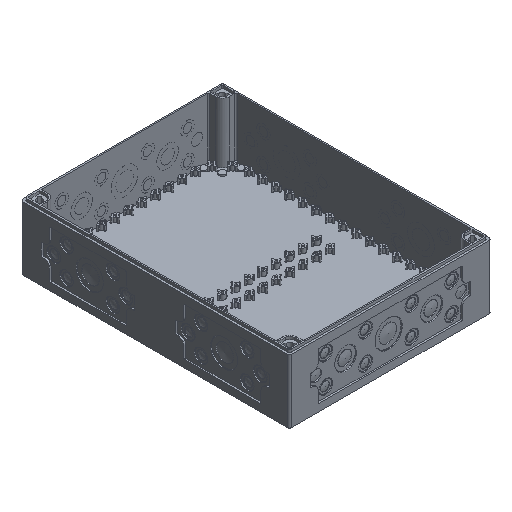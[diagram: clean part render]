
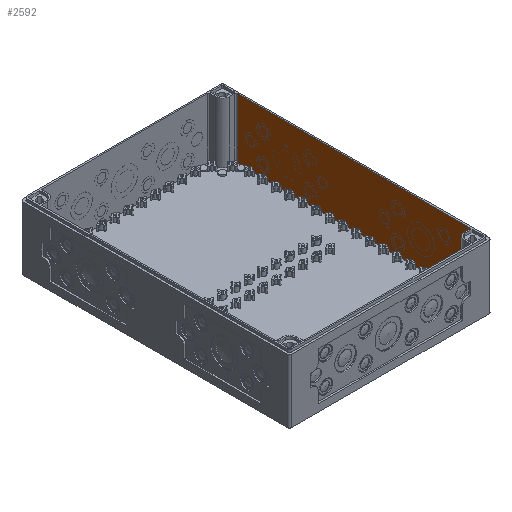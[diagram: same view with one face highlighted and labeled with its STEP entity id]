
A CAD part, isometric view. The second image highlights one B-rep face of the part: STEP entity #2592.
In plain terms, the highlighted planar face has unit normal (-1, 0, 0).
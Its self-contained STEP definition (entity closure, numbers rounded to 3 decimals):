
#2592 = ADVANCED_FACE( '', ( #6952 ), #6953, .T. );
#6952 = FACE_OUTER_BOUND( '', #13751, .T. );
#6953 = PLANE( '', #13752 );
#13751 = EDGE_LOOP( '', ( #22831, #22832, #22833, #22834, #22835, #22836, #22837, #22838, #22839, #22840, #22841, #22842 ) );
#13752 = AXIS2_PLACEMENT_3D( '', #22843, #22844, #22845 );
#22831 = ORIENTED_EDGE( '', *, *, #38748, .F. );
#22832 = ORIENTED_EDGE( '', *, *, #38749, .T. );
#22833 = ORIENTED_EDGE( '', *, *, #38750, .F. );
#22834 = ORIENTED_EDGE( '', *, *, #38751, .T. );
#22835 = ORIENTED_EDGE( '', *, *, #38752, .F. );
#22836 = ORIENTED_EDGE( '', *, *, #38753, .F. );
#22837 = ORIENTED_EDGE( '', *, *, #38754, .T. );
#22838 = ORIENTED_EDGE( '', *, *, #38755, .T. );
#22839 = ORIENTED_EDGE( '', *, *, #38756, .F. );
#22840 = ORIENTED_EDGE( '', *, *, #38757, .T. );
#22841 = ORIENTED_EDGE( '', *, *, #38758, .F. );
#22842 = ORIENTED_EDGE( '', *, *, #38759, .T. );
#22843 = CARTESIAN_POINT( '', ( 368.5, 33.79, 123. ) );
#22844 = DIRECTION( '', ( -1., 0., 0. ) );
#22845 = DIRECTION( '', ( 0., 0., 1. ) );
#38748 = EDGE_CURVE( '', #46441, #46442, #46443, .T. );
#38749 = EDGE_CURVE( '', #46441, #46444, #46445, .T. );
#38750 = EDGE_CURVE( '', #46446, #46444, #46447, .T. );
#38751 = EDGE_CURVE( '', #46446, #46448, #46449, .T. );
#38752 = EDGE_CURVE( '', #46450, #46448, #46451, .T. );
#38753 = EDGE_CURVE( '', #46452, #46450, #46453, .T. );
#38754 = EDGE_CURVE( '', #46452, #46454, #46455, .T. );
#38755 = EDGE_CURVE( '', #46454, #46456, #46457, .T. );
#38756 = EDGE_CURVE( '', #46458, #46456, #46459, .T. );
#38757 = EDGE_CURVE( '', #46458, #46460, #46461, .T. );
#38758 = EDGE_CURVE( '', #46462, #46460, #46463, .T. );
#38759 = EDGE_CURVE( '', #46462, #46442, #46464, .T. );
#46441 = VERTEX_POINT( '', #56882 );
#46442 = VERTEX_POINT( '', #56883 );
#46443 = LINE( '', #56884, #56885 );
#46444 = VERTEX_POINT( '', #56886 );
#46445 = LINE( '', #56887, #56888 );
#46446 = VERTEX_POINT( '', #56889 );
#46447 = LINE( '', #56890, #56891 );
#46448 = VERTEX_POINT( '', #56892 );
#46449 = LINE( '', #56893, #56894 );
#46450 = VERTEX_POINT( '', #56895 );
#46451 = LINE( '', #56896, #56897 );
#46452 = VERTEX_POINT( '', #56898 );
#46453 = LINE( '', #56899, #56900 );
#46454 = VERTEX_POINT( '', #56901 );
#46455 = LINE( '', #56902, #56903 );
#46456 = VERTEX_POINT( '', #56904 );
#46457 = LINE( '', #56905, #56906 );
#46458 = VERTEX_POINT( '', #56907 );
#46459 = LINE( '', #56908, #56909 );
#46460 = VERTEX_POINT( '', #56910 );
#46461 = LINE( '', #56911, #56912 );
#46462 = VERTEX_POINT( '', #56913 );
#46463 = LINE( '', #56914, #56915 );
#46464 = LINE( '', #56916, #56917 );
#56882 = CARTESIAN_POINT( '', ( 368.5, 53.5, 10.5 ) );
#56883 = CARTESIAN_POINT( '', ( 368.5, 446.5, 10.5 ) );
#56884 = CARTESIAN_POINT( '', ( 368.5, 33.79, 10.5 ) );
#56885 = VECTOR( '', #68014, 1000. );
#56886 = CARTESIAN_POINT( '', ( 368.5, 53.5, 13. ) );
#56887 = CARTESIAN_POINT( '', ( 368.5, 53.5, 123. ) );
#56888 = VECTOR( '', #68015, 1000. );
#56889 = CARTESIAN_POINT( '', ( 368.5, 41.5, 13. ) );
#56890 = CARTESIAN_POINT( '', ( 368.5, 33.79, 13. ) );
#56891 = VECTOR( '', #68016, 1000. );
#56892 = CARTESIAN_POINT( '', ( 368.5, 41.5, 10.5 ) );
#56893 = CARTESIAN_POINT( '', ( 368.5, 41.5, 123. ) );
#56894 = VECTOR( '', #68017, 1000. );
#56895 = CARTESIAN_POINT( '', ( 368.5, 33.79, 10.5 ) );
#56896 = CARTESIAN_POINT( '', ( 368.5, 33.79, 10.5 ) );
#56897 = VECTOR( '', #68018, 1000. );
#56898 = CARTESIAN_POINT( '', ( 368.5, 33.79, 123. ) );
#56899 = CARTESIAN_POINT( '', ( 368.5, 33.79, 123. ) );
#56900 = VECTOR( '', #68019, 1000. );
#56901 = CARTESIAN_POINT( '', ( 368.5, 466.21, 123. ) );
#56902 = CARTESIAN_POINT( '', ( 368.5, 33.79, 123. ) );
#56903 = VECTOR( '', #68020, 1000. );
#56904 = CARTESIAN_POINT( '', ( 368.5, 466.21, 10.5 ) );
#56905 = CARTESIAN_POINT( '', ( 368.5, 466.21, 123. ) );
#56906 = VECTOR( '', #68021, 1000. );
#56907 = CARTESIAN_POINT( '', ( 368.5, 458.5, 10.5 ) );
#56908 = CARTESIAN_POINT( '', ( 368.5, 33.79, 10.5 ) );
#56909 = VECTOR( '', #68022, 1000. );
#56910 = CARTESIAN_POINT( '', ( 368.5, 458.5, 13. ) );
#56911 = CARTESIAN_POINT( '', ( 368.5, 458.5, 123. ) );
#56912 = VECTOR( '', #68023, 1000. );
#56913 = CARTESIAN_POINT( '', ( 368.5, 446.5, 13. ) );
#56914 = CARTESIAN_POINT( '', ( 368.5, 33.79, 13. ) );
#56915 = VECTOR( '', #68024, 1000. );
#56916 = CARTESIAN_POINT( '', ( 368.5, 446.5, 123. ) );
#56917 = VECTOR( '', #68025, 1000. );
#68014 = DIRECTION( '', ( 0., 1., 0. ) );
#68015 = DIRECTION( '', ( 0., 0., 1. ) );
#68016 = DIRECTION( '', ( 0., 1., 0. ) );
#68017 = DIRECTION( '', ( 0., 0., -1. ) );
#68018 = DIRECTION( '', ( 0., 1., 0. ) );
#68019 = DIRECTION( '', ( 0., 0., -1. ) );
#68020 = DIRECTION( '', ( 0., 1., 0. ) );
#68021 = DIRECTION( '', ( 0., 0., -1. ) );
#68022 = DIRECTION( '', ( 0., 1., 0. ) );
#68023 = DIRECTION( '', ( 0., 0., 1. ) );
#68024 = DIRECTION( '', ( 0., 1., 0. ) );
#68025 = DIRECTION( '', ( 0., 0., -1. ) );
